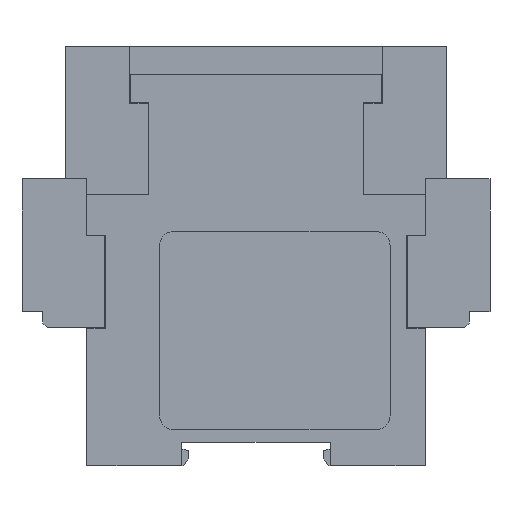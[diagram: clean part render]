
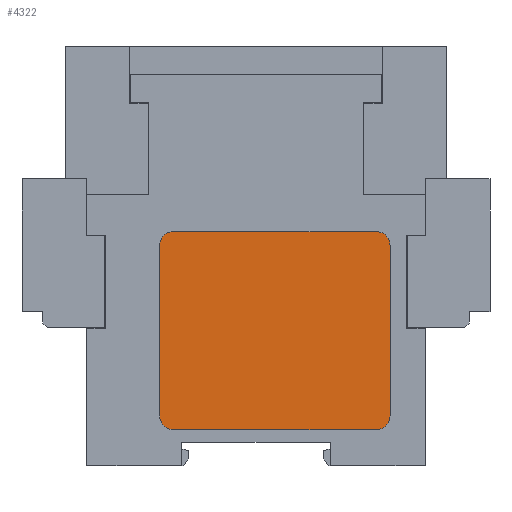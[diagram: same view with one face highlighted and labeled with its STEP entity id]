
A CAD part, left-side view. The second image highlights one B-rep face of the part: STEP entity #4322.
In plain terms, the highlighted planar face has unit normal (-1, 0, 0).
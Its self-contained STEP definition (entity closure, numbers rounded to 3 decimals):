
#4122=CIRCLE('',#14444,3.);
#4123=CIRCLE('',#14447,3.);
#4124=CIRCLE('',#14450,3.);
#4125=CIRCLE('',#14460,3.);
#4322=ADVANCED_FACE('NONE',(#5337),#4867,.T.);
#4867=PLANE('',#14505);
#5337=FACE_OUTER_BOUND('',#5900,.T.);
#5900=EDGE_LOOP('',(#6997,#6998,#6999,#7000,#7001,#7002,#7003,#7004));
#6997=ORIENTED_EDGE('',*,*,#10455,.F.);
#6998=ORIENTED_EDGE('',*,*,#10518,.F.);
#6999=ORIENTED_EDGE('',*,*,#10525,.F.);
#7000=ORIENTED_EDGE('',*,*,#10515,.F.);
#7001=ORIENTED_EDGE('',*,*,#10526,.F.);
#7002=ORIENTED_EDGE('',*,*,#10520,.F.);
#7003=ORIENTED_EDGE('',*,*,#10475,.F.);
#7004=ORIENTED_EDGE('',*,*,#10527,.F.);
#9465=VERTEX_POINT('',#17727);
#9466=VERTEX_POINT('',#17728);
#9477=VERTEX_POINT('',#17764);
#9478=VERTEX_POINT('',#17765);
#9505=VERTEX_POINT('',#17842);
#9506=VERTEX_POINT('',#17843);
#9507=VERTEX_POINT('',#17849);
#9508=VERTEX_POINT('',#17854);
#10455=EDGE_CURVE('NONE',#9465,#9466,#11944,.T.);
#10475=EDGE_CURVE('NONE',#9477,#9478,#11964,.T.);
#10515=EDGE_CURVE('NONE',#9505,#9506,#4122,.T.);
#10518=EDGE_CURVE('NONE',#9507,#9465,#4123,.T.);
#10520=EDGE_CURVE('NONE',#9478,#9508,#4124,.T.);
#10525=EDGE_CURVE('NONE',#9506,#9507,#12011,.T.);
#10526=EDGE_CURVE('NONE',#9508,#9505,#12012,.T.);
#10527=EDGE_CURVE('NONE',#9466,#9477,#4125,.T.);
#11944=LINE('',#17726,#13213);
#11964=LINE('',#17763,#13233);
#12011=LINE('',#17865,#13280);
#12012=LINE('',#17867,#13281);
#13213=VECTOR('',#15136,1.);
#13233=VECTOR('',#15166,1.);
#13280=VECTOR('',#15259,1.);
#13281=VECTOR('',#15262,1.);
#14444=AXIS2_PLACEMENT_3D('',#17841,#15226,#15227);
#14447=AXIS2_PLACEMENT_3D('',#17848,#15234,#15235);
#14450=AXIS2_PLACEMENT_3D('',#17853,#15241,#15242);
#14460=AXIS2_PLACEMENT_3D('',#17870,#15267,#15268);
#14505=AXIS2_PLACEMENT_3D('',#18885,#15595,#15596);
#15136=DIRECTION('',(0.,1.,0.));
#15166=DIRECTION('',(0.,0.,1.));
#15226=DIRECTION('',(1.,0.,0.));
#15227=DIRECTION('',(0.,0.,1.));
#15234=DIRECTION('',(1.,0.,0.));
#15235=DIRECTION('',(0.,0.,1.));
#15241=DIRECTION('',(1.,0.,0.));
#15242=DIRECTION('',(0.,0.,1.));
#15259=DIRECTION('',(0.,0.,-1.));
#15262=DIRECTION('',(0.,-1.,0.));
#15267=DIRECTION('',(1.,0.,0.));
#15268=DIRECTION('',(0.,0.,1.));
#15595=DIRECTION('',(-1.,0.,0.));
#15596=DIRECTION('',(0.,0.,-1.));
#17726=CARTESIAN_POINT('',(0.,46.7,7.85));
#17727=CARTESIAN_POINT('',(0.,24.7,7.85));
#17728=CARTESIAN_POINT('',(0.,68.7,7.85));
#17763=CARTESIAN_POINT('',(0.,71.7,29.35));
#17764=CARTESIAN_POINT('',(0.,71.7,10.85));
#17765=CARTESIAN_POINT('',(0.,71.7,47.85));
#17841=CARTESIAN_POINT('',(0.,24.7,47.85));
#17842=CARTESIAN_POINT('',(0.,24.7,50.85));
#17843=CARTESIAN_POINT('',(0.,21.7,47.85));
#17848=CARTESIAN_POINT('',(0.,24.7,10.85));
#17849=CARTESIAN_POINT('',(0.,21.7,10.85));
#17853=CARTESIAN_POINT('',(0.,68.7,47.85));
#17854=CARTESIAN_POINT('',(0.,68.7,50.85));
#17865=CARTESIAN_POINT('',(0.,21.7,29.35));
#17867=CARTESIAN_POINT('',(0.,46.7,50.85));
#17870=CARTESIAN_POINT('',(0.,68.7,10.85));
#18885=CARTESIAN_POINT('',(0.,72.95,51.925));
